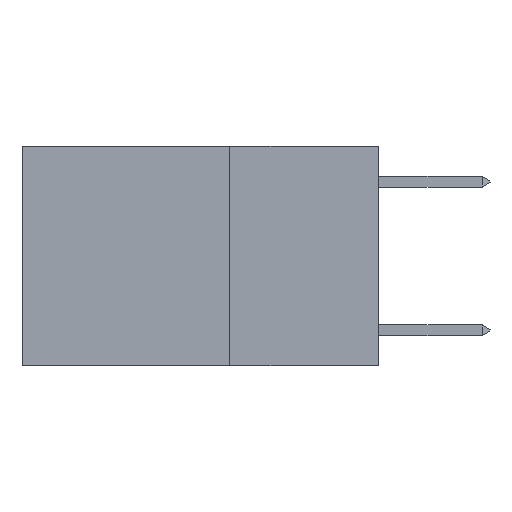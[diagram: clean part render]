
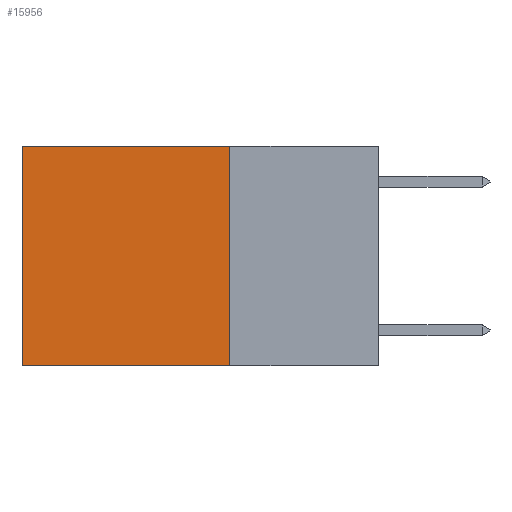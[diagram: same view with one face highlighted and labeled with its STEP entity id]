
A CAD part, left-side view. The second image highlights one B-rep face of the part: STEP entity #15956.
In plain terms, the highlighted planar face has unit normal (-1, 0, 0).
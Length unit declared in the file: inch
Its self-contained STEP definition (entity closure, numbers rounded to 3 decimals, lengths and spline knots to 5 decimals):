
#720 = LINE ( 'NONE', #17058, #9788 ) ;
#2174 = VERTEX_POINT ( 'NONE', #15149 ) ;
#2266 = CARTESIAN_POINT ( 'NONE',  ( 0.2625, 0.25, -0.37 ) ) ;
#5601 = DIRECTION ( 'NONE',  ( 0., 1., 0. ) ) ;
#5718 = CARTESIAN_POINT ( 'NONE',  ( 0.2625, 0.6, 0. ) ) ;
#5745 = FACE_OUTER_BOUND ( 'NONE', #6143, .T. ) ;
#5850 = EDGE_CURVE ( 'NONE', #10336, #2174, #15728, .T. ) ;
#5989 = ORIENTED_EDGE ( 'NONE', *, *, #21003, .F. ) ;
#6143 = EDGE_LOOP ( 'NONE', ( #11570, #5989, #7124, #7603 ) ) ;
#6233 = VERTEX_POINT ( 'NONE', #14090 ) ;
#7124 = ORIENTED_EDGE ( 'NONE', *, *, #11445, .F. ) ;
#7603 = ORIENTED_EDGE ( 'NONE', *, *, #5850, .T. ) ;
#8741 = LINE ( 'NONE', #5718, #18686 ) ;
#9788 = VECTOR ( 'NONE', #10613, 39.37008 ) ;
#10336 = VERTEX_POINT ( 'NONE', #13381 ) ;
#10364 = EDGE_CURVE ( 'NONE', #2174, #14093, #8741, .T. ) ;
#10613 = DIRECTION ( 'NONE',  ( 0., 0., -1. ) ) ;
#11445 = EDGE_CURVE ( 'NONE', #10336, #6233, #720, .T. ) ;
#11570 = ORIENTED_EDGE ( 'NONE', *, *, #10364, .T. ) ;
#12348 = PLANE ( 'NONE',  #20991 ) ;
#13381 = CARTESIAN_POINT ( 'NONE',  ( 0.2625, 0.25, 0. ) ) ;
#13648 = CARTESIAN_POINT ( 'NONE',  ( 0.2625, 0.6, -0.37 ) ) ;
#14090 = CARTESIAN_POINT ( 'NONE',  ( 0.2625, 0.25, -0.37 ) ) ;
#14093 = VERTEX_POINT ( 'NONE', #13648 ) ;
#15142 = VECTOR ( 'NONE', #5601, 39.37008 ) ;
#15149 = CARTESIAN_POINT ( 'NONE',  ( 0.2625, 0.6, 0. ) ) ;
#15523 = CARTESIAN_POINT ( 'NONE',  ( 0.2625, 0.25, 0. ) ) ;
#15658 = CARTESIAN_POINT ( 'NONE',  ( 0.2625, 0.25, 0. ) ) ;
#15728 = LINE ( 'NONE', #15523, #19942 ) ;
#15956 = ADVANCED_FACE ( 'NONE', ( #5745 ), #12348, .F. ) ;
#16906 = DIRECTION ( 'NONE',  ( 0., 0., -1. ) ) ;
#16990 = LINE ( 'NONE', #2266, #15142 ) ;
#17058 = CARTESIAN_POINT ( 'NONE',  ( 0.2625, 0.25, 0. ) ) ;
#18686 = VECTOR ( 'NONE', #16906, 39.37008 ) ;
#18768 = DIRECTION ( 'NONE',  ( 0., 0., -1. ) ) ;
#18959 = DIRECTION ( 'NONE',  ( 0., 1., 0. ) ) ;
#19942 = VECTOR ( 'NONE', #18959, 39.37008 ) ;
#20501 = DIRECTION ( 'NONE',  ( 1., 0., 0. ) ) ;
#20991 = AXIS2_PLACEMENT_3D ( 'NONE', #15658, #20501, #18768 ) ;
#21003 = EDGE_CURVE ( 'NONE', #6233, #14093, #16990, .T. ) ;
